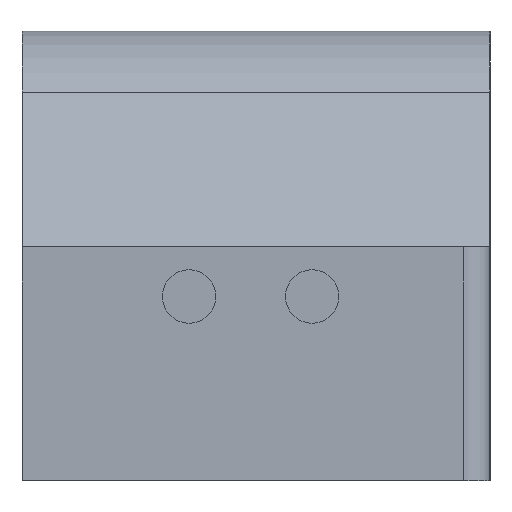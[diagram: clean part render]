
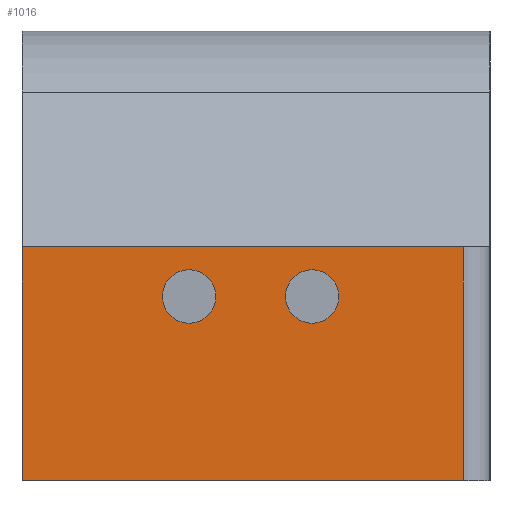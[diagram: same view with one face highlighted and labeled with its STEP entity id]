
A CAD part, left-side view. The second image highlights one B-rep face of the part: STEP entity #1016.
In plain terms, the highlighted planar face has unit normal (-1, 0, 0).
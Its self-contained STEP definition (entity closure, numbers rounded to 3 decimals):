
#30=FACE_BOUND('',#180,.T.);
#31=FACE_BOUND('',#181,.T.);
#59=PLANE('',#1140);
#112=FACE_OUTER_BOUND('',#179,.T.);
#179=EDGE_LOOP('',(#925,#926,#927,#928));
#180=EDGE_LOOP('',(#929));
#181=EDGE_LOOP('',(#930));
#215=LINE('',#1637,#301);
#267=LINE('',#1816,#353);
#277=LINE('',#1854,#363);
#278=LINE('',#1855,#364);
#301=VECTOR('',#1210,10.);
#353=VECTOR('',#1384,10.);
#363=VECTOR('',#1428,10.);
#364=VECTOR('',#1429,10.);
#410=CIRCLE('',#1133,2.);
#412=CIRCLE('',#1136,2.);
#448=VERTEX_POINT('',#1634);
#449=VERTEX_POINT('',#1636);
#497=VERTEX_POINT('',#1815);
#504=VERTEX_POINT('',#1839);
#506=VERTEX_POINT('',#1845);
#508=VERTEX_POINT('',#1853);
#552=EDGE_CURVE('',#448,#449,#215,.T.);
#632=EDGE_CURVE('',#497,#449,#267,.T.);
#644=EDGE_CURVE('',#504,#504,#410,.T.);
#647=EDGE_CURVE('',#506,#506,#412,.T.);
#650=EDGE_CURVE('',#508,#448,#277,.T.);
#651=EDGE_CURVE('',#508,#497,#278,.T.);
#925=ORIENTED_EDGE('',*,*,#552,.F.);
#926=ORIENTED_EDGE('',*,*,#650,.F.);
#927=ORIENTED_EDGE('',*,*,#651,.T.);
#928=ORIENTED_EDGE('',*,*,#632,.T.);
#929=ORIENTED_EDGE('',*,*,#644,.F.);
#930=ORIENTED_EDGE('',*,*,#647,.F.);
#1016=ADVANCED_FACE('',(#112,#30,#31),#59,.F.);
#1133=AXIS2_PLACEMENT_3D('',#1840,#1410,#1411);
#1136=AXIS2_PLACEMENT_3D('',#1846,#1417,#1418);
#1140=AXIS2_PLACEMENT_3D('',#1852,#1426,#1427);
#1210=DIRECTION('',(0.,0.,1.));
#1384=DIRECTION('',(0.,1.,0.));
#1410=DIRECTION('center_axis',(-1.,0.,0.));
#1411=DIRECTION('ref_axis',(0.,0.,
1.));
#1417=DIRECTION('center_axis',(-1.,0.,0.));
#1418=DIRECTION('ref_axis',(0.,0.,
1.));
#1426=DIRECTION('center_axis',(1.,0.,0.));
#1427=DIRECTION('ref_axis',(0.,0.,-1.));
#1428=DIRECTION('',(0.,1.,0.));
#1429=DIRECTION('',(0.,0.,1.));
#1634=CARTESIAN_POINT('',(-137.1,17.5,0.));
#1636=CARTESIAN_POINT('',(-137.1,17.5,17.5));
#1637=CARTESIAN_POINT('',(-137.1,17.5,10.625));
#1815=CARTESIAN_POINT('',(-137.1,-15.5,17.5));
#1816=CARTESIAN_POINT('',(-137.1,-17.5,17.5));
#1839=CARTESIAN_POINT('',(-137.1,-4.2,11.788));
#1840=CARTESIAN_POINT('Origin',(-137.1,-4.2,13.788));
#1845=CARTESIAN_POINT('',(-137.1,5.,11.788));
#1846=CARTESIAN_POINT('Origin',(-137.1,5.,13.788));
#1852=CARTESIAN_POINT('Origin',(-137.1,-17.5,12.5));
#1853=CARTESIAN_POINT('',(-137.1,-15.5,0.));
#1854=CARTESIAN_POINT('',(-137.1,-17.5,0.));
#1855=CARTESIAN_POINT('',(-137.1,-15.5,12.5));
